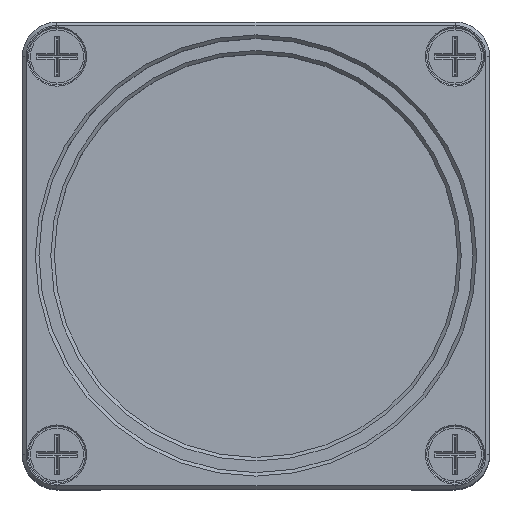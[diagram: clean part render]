
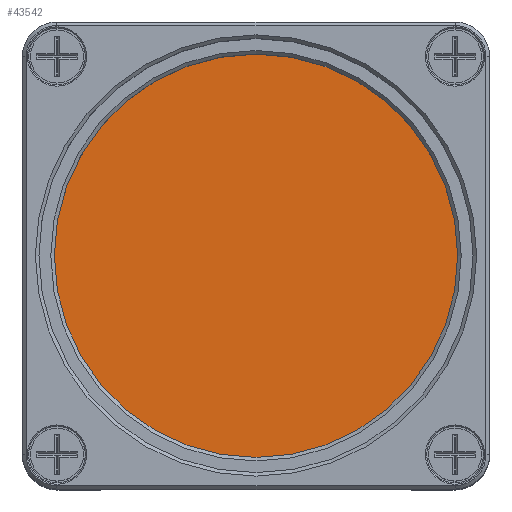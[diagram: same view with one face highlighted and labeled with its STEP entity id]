
A CAD part, top view. The second image highlights one B-rep face of the part: STEP entity #43542.
In plain terms, the highlighted face is planar.
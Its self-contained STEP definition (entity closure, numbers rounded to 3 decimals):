
#31798=PLANE('',#133333);
#36837=FACE_OUTER_BOUND('',#52809,.T.);
#43542=ADVANCED_FACE('',(#36837),#31798,.F.);
#52809=EDGE_LOOP('',(#61501));
#61501=ORIENTED_EDGE('',*,*,#111011,.F.);
#98129=VERTEX_POINT('',#181299);
#111011=EDGE_CURVE('',#98129,#98129,#129364,.T.);
#129364=CIRCLE('',#133330,12.5);
#133330=AXIS2_PLACEMENT_3D('',#181298,#145133,#145134);
#133333=AXIS2_PLACEMENT_3D('',#181302,#145139,#145140);
#145133=DIRECTION('',(0.,0.,1.));
#145134=DIRECTION('',(1.,0.,0.));
#145139=DIRECTION('',(0.,0.,1.));
#145140=DIRECTION('',(1.,0.,0.));
#181298=CARTESIAN_POINT('',(0.,0.,0.));
#181299=CARTESIAN_POINT('',(12.5,0.,0.));
#181302=CARTESIAN_POINT('',(0.,0.,0.));
